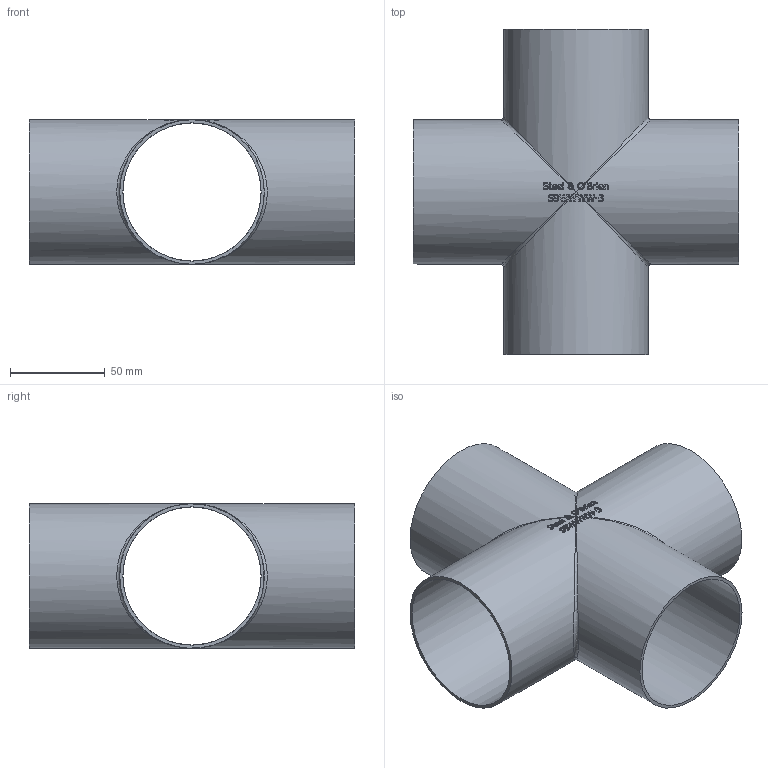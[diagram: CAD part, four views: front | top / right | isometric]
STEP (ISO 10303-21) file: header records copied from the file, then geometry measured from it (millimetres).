
FILE_DESCRIPTION(/* description */ (''),/* implementation_level */ '2;1');
FILE_NAME(/* name */ 'S9WWWW-3.stp',/* time_stamp */ '2018-11-30T11:35:06-05:00',/* author */ ('rick'),/* organization */ (''),/* preprocessor_version */ 'ST-DEVELOPER v15.2',/* originating_system */ 'Autodesk Inventor 2014',/* authorisation */ '');
FILE_SCHEMA (('AUTOMOTIVE_DESIGN { 1 0 10303 214 3 1 1 }'));
Length unit declared in the file: inch
Products named in the file (1): S9WWWW-3
Bounding box: 171.45 x 171.45 x 76.2 mm (x, y, z)
Volume: 95972.4 mm3; surface area: 117600.4 mm2
Topology: 1 solids, 1 shells, 408 faces, 1159 edges, 762 vertices
Faces by surface type: bspline 198, plane 154, cylinder 56
Full cylindrical faces by diameter (mm): 72.898 x4, 76.2 x4
Entity records: 16973 total; most frequent: CARTESIAN_POINT 7664, ORIENTED_EDGE 2230, DIRECTION 1387, EDGE_CURVE 1115, VERTEX_POINT 742, AXIS2_PLACEMENT_3D 471, LINE 445, VECTOR 445
